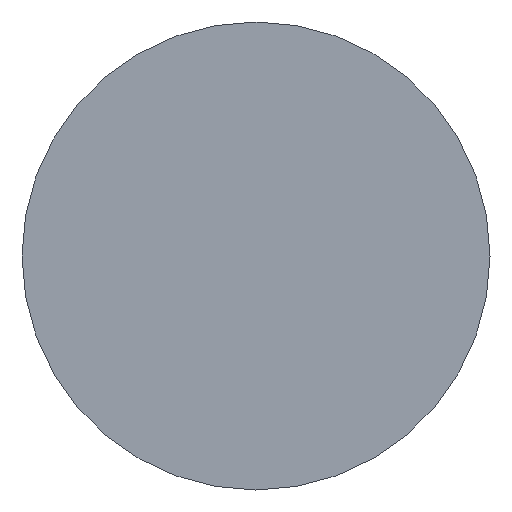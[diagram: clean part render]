
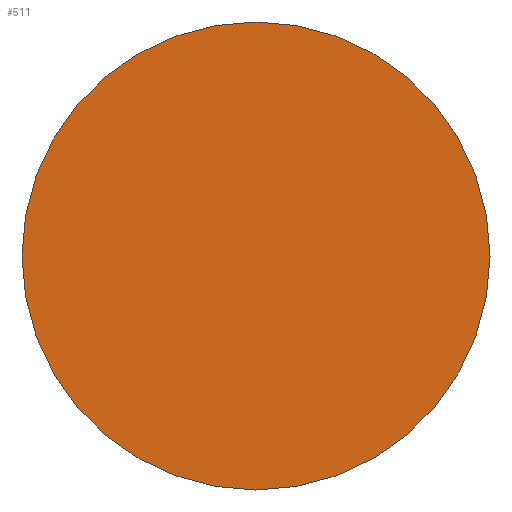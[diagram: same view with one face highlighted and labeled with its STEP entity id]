
A CAD part, front view. The second image highlights one B-rep face of the part: STEP entity #511.
In plain terms, the highlighted planar face has unit normal (0, -1, 0).
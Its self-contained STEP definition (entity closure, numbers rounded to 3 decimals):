
#31=PLANE('',#564);
#40=FACE_OUTER_BOUND('',#67,.T.);
#67=EDGE_LOOP('',(#333,#334));
#127=CIRCLE('',#565,31.5);
#128=CIRCLE('',#566,31.5);
#191=VERTEX_POINT('',#860);
#192=VERTEX_POINT('',#861);
#251=EDGE_CURVE('',#191,#192,#127,.T.);
#252=EDGE_CURVE('',#192,#191,#128,.T.);
#333=ORIENTED_EDGE('',*,*,#251,.F.);
#334=ORIENTED_EDGE('',*,*,#252,.F.);
#511=ADVANCED_FACE('',(#40),#31,.T.);
#564=AXIS2_PLACEMENT_3D('',#859,#668,#669);
#565=AXIS2_PLACEMENT_3D('',#862,#670,#671);
#566=AXIS2_PLACEMENT_3D('',#863,#672,#673);
#668=DIRECTION('center_axis',(0.,-1.,0.));
#669=DIRECTION('ref_axis',(0.,0.,-1.));
#670=DIRECTION('center_axis',(0.,1.,0.));
#671=DIRECTION('ref_axis',(-1.,0.,0.));
#672=DIRECTION('center_axis',(0.,1.,0.));
#673=DIRECTION('ref_axis',(-1.,0.,0.));
#859=CARTESIAN_POINT('Origin',(-15.75,0.,0.));
#860=CARTESIAN_POINT('',(-31.5,0.,0.));
#861=CARTESIAN_POINT('',(31.5,0.,0.));
#862=CARTESIAN_POINT('Origin',(0.,0.,0.));
#863=CARTESIAN_POINT('Origin',(0.,0.,0.));
